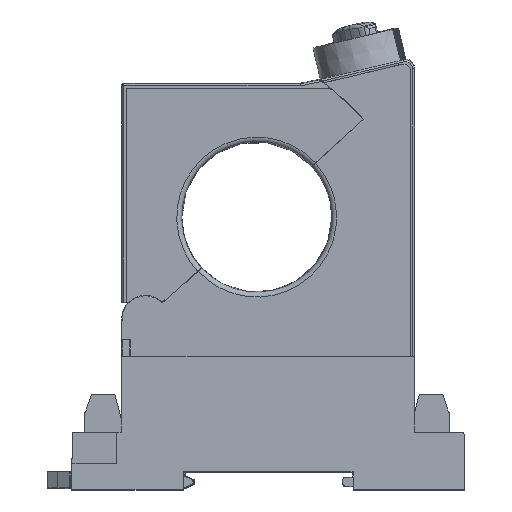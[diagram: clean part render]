
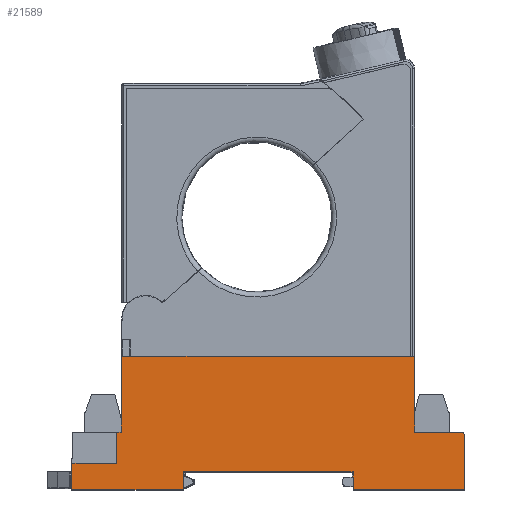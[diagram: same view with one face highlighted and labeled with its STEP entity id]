
A CAD part, top view. The second image highlights one B-rep face of the part: STEP entity #21589.
In plain terms, the highlighted planar face has unit normal (0, 0.009, 1).
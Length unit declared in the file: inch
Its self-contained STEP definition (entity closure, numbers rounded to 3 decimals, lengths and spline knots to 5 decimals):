
#227 = CARTESIAN_POINT ( 'NONE',  ( -1.65152, -0.58342, -0.11331 ) ) ;
#228 = DIRECTION ( 'NONE',  ( 1., 0., 0. ) ) ;
#229 = VECTOR ( 'NONE', #228, 39.37008 ) ;
#230 = CARTESIAN_POINT ( 'NONE',  ( 1.20348, -0.58342, -0.11331 ) ) ;
#231 = LINE ( 'NONE', #230, #229 ) ;
#232 = CARTESIAN_POINT ( 'NONE',  ( 0.79348, -0.58342, -0.11331 ) ) ;
#233 = DIRECTION ( 'NONE',  ( -0.009, 1., -0.009 ) ) ;
#234 = VECTOR ( 'NONE', #233, 39.37008 ) ;
#235 = CARTESIAN_POINT ( 'NONE',  ( 0.79351, -0.587, -0.11328 ) ) ;
#236 = LINE ( 'NONE', #235, #234 ) ;
#237 = CARTESIAN_POINT ( 'NONE',  ( 0.799, -1.21642, -0.10778 ) ) ;
#238 = DIRECTION ( 'NONE',  ( -1., 0., 0. ) ) ;
#21510 = EDGE_CURVE ( 'NONE', #21564, #21586, #34100, .T. ) ;
#21534 = ORIENTED_EDGE ( 'NONE', *, *, #21545, .T. ) ;
#21543 = EDGE_CURVE ( 'NONE', #21564, #21593, #34491, .T. ) ;
#21545 = EDGE_CURVE ( 'NONE', #21694, #21550, #34481, .T. ) ;
#21546 = ORIENTED_EDGE ( 'NONE', *, *, #21549, .T. ) ;
#21547 = ORIENTED_EDGE ( 'NONE', *, *, #21543, .T. ) ;
#21549 = EDGE_CURVE ( 'NONE', #21550, #21582, #34477, .T. ) ;
#21550 = VERTEX_POINT ( 'NONE', #34473 ) ;
#21551 = ORIENTED_EDGE ( 'NONE', *, *, #21510, .F. ) ;
#21552 = ORIENTED_EDGE ( 'NONE', *, *, #21588, .F. ) ;
#21564 = VERTEX_POINT ( 'NONE', #34554 ) ;
#21582 = VERTEX_POINT ( 'NONE', #34518 ) ;
#21586 = VERTEX_POINT ( 'NONE', #34513 ) ;
#21588 = EDGE_CURVE ( 'NONE', #21586, #21582, #34512, .T. ) ;
#21589 = ADVANCED_FACE ( 'NONE', ( #34508 ), #34507, .T. ) ;
#21590 = EDGE_LOOP ( 'NONE', ( #21591, #21613, #21616, #21662, #21665, #21668, #21686, #21689, #21692, #21534, #21546, #21552, #21551, #21547 ) ) ;
#21591 = ORIENTED_EDGE ( 'NONE', *, *, #21592, .T. ) ;
#21592 = EDGE_CURVE ( 'NONE', #21593, #21594, #34502, .T. ) ;
#21593 = VERTEX_POINT ( 'NONE', #34498 ) ;
#21594 = VERTEX_POINT ( 'NONE', #34497 ) ;
#21613 = ORIENTED_EDGE ( 'NONE', *, *, #21614, .T. ) ;
#21614 = EDGE_CURVE ( 'NONE', #21594, #21615, #34434, .T. ) ;
#21615 = VERTEX_POINT ( 'NONE', #34430 ) ;
#21616 = ORIENTED_EDGE ( 'NONE', *, *, #21617, .T. ) ;
#21617 = EDGE_CURVE ( 'NONE', #21615, #21661, #34429, .T. ) ;
#21661 = VERTEX_POINT ( 'NONE', #34350 ) ;
#21662 = ORIENTED_EDGE ( 'NONE', *, *, #21663, .T. ) ;
#21663 = EDGE_CURVE ( 'NONE', #21661, #21664, #34349, .T. ) ;
#21664 = VERTEX_POINT ( 'NONE', #34345 ) ;
#21665 = ORIENTED_EDGE ( 'NONE', *, *, #21666, .T. ) ;
#21666 = EDGE_CURVE ( 'NONE', #21664, #21667, #34344, .T. ) ;
#21667 = VERTEX_POINT ( 'NONE', #34340 ) ;
#21668 = ORIENTED_EDGE ( 'NONE', *, *, #21685, .F. ) ;
#21669 = VERTEX_POINT ( 'NONE', #34339 ) ;
#21685 = EDGE_CURVE ( 'NONE', #21669, #21667, #34598, .T. ) ;
#21686 = ORIENTED_EDGE ( 'NONE', *, *, #21687, .T. ) ;
#21687 = EDGE_CURVE ( 'NONE', #21669, #21688, #34594, .T. ) ;
#21688 = VERTEX_POINT ( 'NONE', #237 ) ;
#21689 = ORIENTED_EDGE ( 'NONE', *, *, #21690, .T. ) ;
#21690 = EDGE_CURVE ( 'NONE', #21688, #21691, #236, .T. ) ;
#21691 = VERTEX_POINT ( 'NONE', #232 ) ;
#21692 = ORIENTED_EDGE ( 'NONE', *, *, #21693, .F. ) ;
#21693 = EDGE_CURVE ( 'NONE', #21694, #21691, #231, .T. ) ;
#21694 = VERTEX_POINT ( 'NONE', #227 ) ;
#34097 = DIRECTION ( 'NONE',  ( 1., 0., 0. ) ) ;
#34098 = VECTOR ( 'NONE', #34097, 39.37008 ) ;
#34099 = CARTESIAN_POINT ( 'NONE',  ( -2.06152, -1.47642, -0.10551 ) ) ;
#34100 = LINE ( 'NONE', #34099, #34098 ) ;
#34339 = CARTESIAN_POINT ( 'NONE',  ( 1.209, -1.21642, -0.10778 ) ) ;
#34340 = CARTESIAN_POINT ( 'NONE',  ( 1.21321, -1.69842, -0.10358 ) ) ;
#34341 = DIRECTION ( 'NONE',  ( 1., 0., 0. ) ) ;
#34342 = VECTOR ( 'NONE', #34341, 39.37008 ) ;
#34343 = CARTESIAN_POINT ( 'NONE',  ( 1.20348, -1.69842, -0.10358 ) ) ;
#34344 = LINE ( 'NONE', #34343, #34342 ) ;
#34345 = CARTESIAN_POINT ( 'NONE',  ( 0.28098, -1.69842, -0.10358 ) ) ;
#34346 = DIRECTION ( 'NONE',  ( 0., -1., 0.009 ) ) ;
#34347 = VECTOR ( 'NONE', #34346, 39.37008 ) ;
#34348 = CARTESIAN_POINT ( 'NONE',  ( 0.28098, -0.58342, -0.11331 ) ) ;
#34349 = LINE ( 'NONE', #34348, #34347 ) ;
#34350 = CARTESIAN_POINT ( 'NONE',  ( 0.28098, -1.54842, -0.10489 ) ) ;
#34426 = DIRECTION ( 'NONE',  ( 1., 0., 0. ) ) ;
#34427 = VECTOR ( 'NONE', #34426, 39.37008 ) ;
#34428 = CARTESIAN_POINT ( 'NONE',  ( 1.20348, -1.54842, -0.10489 ) ) ;
#34429 = LINE ( 'NONE', #34428, #34427 ) ;
#34430 = CARTESIAN_POINT ( 'NONE',  ( -1.13902, -1.54842, -0.10489 ) ) ;
#34431 = DIRECTION ( 'NONE',  ( 0., 1., -0.009 ) ) ;
#34432 = VECTOR ( 'NONE', #34431, 39.37008 ) ;
#34433 = CARTESIAN_POINT ( 'NONE',  ( -1.13902, -0.58342, -0.11331 ) ) ;
#34434 = LINE ( 'NONE', #34433, #34432 ) ;
#34473 = CARTESIAN_POINT ( 'NONE',  ( -1.65705, -1.21642, -0.10778 ) ) ;
#34474 = DIRECTION ( 'NONE',  ( -1., 0., 0. ) ) ;
#34475 = VECTOR ( 'NONE', #34474, 39.37008 ) ;
#34476 = CARTESIAN_POINT ( 'NONE',  ( 1.20348, -1.21642, -0.10778 ) ) ;
#34477 = LINE ( 'NONE', #34476, #34475 ) ;
#34478 = DIRECTION ( 'NONE',  ( -0.009, -1., 0.009 ) ) ;
#34479 = VECTOR ( 'NONE', #34478, 39.37008 ) ;
#34480 = CARTESIAN_POINT ( 'NONE',  ( -1.6513, -0.55851, -0.11353 ) ) ;
#34481 = LINE ( 'NONE', #34480, #34479 ) ;
#34488 = DIRECTION ( 'NONE',  ( -0.009, -1., 0.009 ) ) ;
#34489 = VECTOR ( 'NONE', #34488, 39.37008 ) ;
#34490 = CARTESIAN_POINT ( 'NONE',  ( -2.06127, -0.55494, -0.11356 ) ) ;
#34491 = LINE ( 'NONE', #34490, #34489 ) ;
#34497 = CARTESIAN_POINT ( 'NONE',  ( -1.13902, -1.69842, -0.10358 ) ) ;
#34498 = CARTESIAN_POINT ( 'NONE',  ( -2.07125, -1.69842, -0.10358 ) ) ;
#34499 = DIRECTION ( 'NONE',  ( 1., 0., 0. ) ) ;
#34500 = VECTOR ( 'NONE', #34499, 39.37008 ) ;
#34501 = CARTESIAN_POINT ( 'NONE',  ( 1.20348, -1.69842, -0.10358 ) ) ;
#34502 = LINE ( 'NONE', #34501, #34500 ) ;
#34503 = DIRECTION ( 'NONE',  ( 0., 1., -0.009 ) ) ;
#34504 = DIRECTION ( 'NONE',  ( 0., 0.009, 1. ) ) ;
#34505 = CARTESIAN_POINT ( 'NONE',  ( 1.20348, -0.58342, -0.11331 ) ) ;
#34506 = AXIS2_PLACEMENT_3D ( 'NONE', #34505, #34504, #34503 ) ;
#34507 = PLANE ( 'NONE',  #34506 ) ;
#34508 = FACE_OUTER_BOUND ( 'NONE', #21590, .T. ) ;
#34509 = DIRECTION ( 'NONE',  ( 0., 1., -0.009 ) ) ;
#34510 = VECTOR ( 'NONE', #34509, 39.37008 ) ;
#34511 = CARTESIAN_POINT ( 'NONE',  ( -1.69652, -1.47636, -0.10552 ) ) ;
#34512 = LINE ( 'NONE', #34511, #34510 ) ;
#34513 = CARTESIAN_POINT ( 'NONE',  ( -1.69652, -1.47642, -0.10551 ) ) ;
#34518 = CARTESIAN_POINT ( 'NONE',  ( -1.69652, -1.21642, -0.10778 ) ) ;
#34554 = CARTESIAN_POINT ( 'NONE',  ( -2.06932, -1.47642, -0.10551 ) ) ;
#34592 = VECTOR ( 'NONE', #238, 39.37008 ) ;
#34593 = CARTESIAN_POINT ( 'NONE',  ( 1.20348, -1.21642, -0.10778 ) ) ;
#34594 = LINE ( 'NONE', #34593, #34592 ) ;
#34595 = DIRECTION ( 'NONE',  ( 0.009, -1., 0.009 ) ) ;
#34596 = VECTOR ( 'NONE', #34595, 39.37008 ) ;
#34597 = CARTESIAN_POINT ( 'NONE',  ( 1.20337, -0.57103, -0.11342 ) ) ;
#34598 = LINE ( 'NONE', #34597, #34596 ) ;
